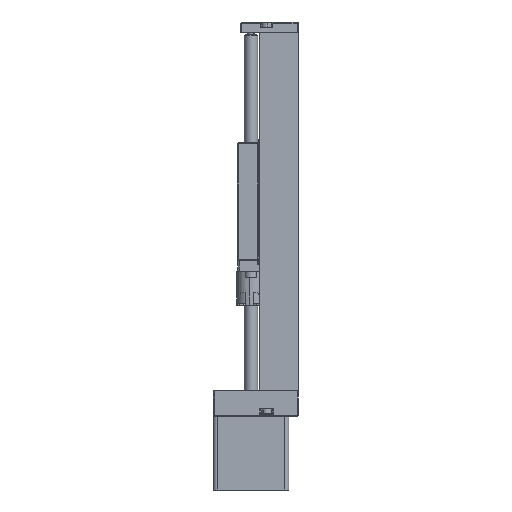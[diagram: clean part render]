
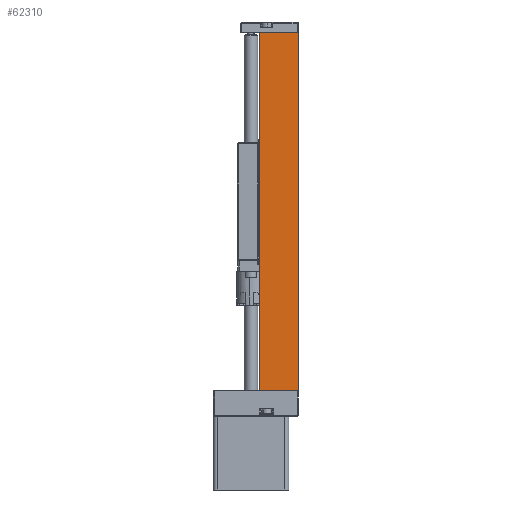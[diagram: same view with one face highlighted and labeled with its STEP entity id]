
A CAD part, left-side view. The second image highlights one B-rep face of the part: STEP entity #62310.
In plain terms, the highlighted planar face has unit normal (-1, 0, 0).
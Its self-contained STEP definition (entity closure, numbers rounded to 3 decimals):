
#1362 = VECTOR ( 'NONE', #29083, 1000. ) ;
#2242 = DIRECTION ( 'NONE',  ( 0., -1., 0. ) ) ;
#3011 = CARTESIAN_POINT ( 'NONE',  ( -21.755, 18.5, 167. ) ) ;
#8076 = AXIS2_PLACEMENT_3D ( 'NONE', #37549, #62960, #43311 ) ;
#13502 = CARTESIAN_POINT ( 'NONE',  ( -21.755, 18.5, 167. ) ) ;
#17088 = VERTEX_POINT ( 'NONE', #44140 ) ;
#18495 = VERTEX_POINT ( 'NONE', #28832 ) ;
#19376 = EDGE_CURVE ( 'NONE', #55490, #22881, #45005, .T. ) ;
#22881 = VERTEX_POINT ( 'NONE', #62405 ) ;
#26432 = VECTOR ( 'NONE', #56404, 1000. ) ;
#28330 = LINE ( 'NONE', #39829, #56807 ) ;
#28832 = CARTESIAN_POINT ( 'NONE',  ( -21.755, 0., 167. ) ) ;
#29083 = DIRECTION ( 'NONE',  ( 0., 0., -1. ) ) ;
#30201 = VECTOR ( 'NONE', #51586, 1000. ) ;
#32809 = PLANE ( 'NONE',  #8076 ) ;
#35033 = CARTESIAN_POINT ( 'NONE',  ( -21.755, 5., 0. ) ) ;
#36996 = EDGE_LOOP ( 'NONE', ( #62855, #40796, #44735, #61232 ) ) ;
#37549 = CARTESIAN_POINT ( 'NONE',  ( -21.755, 5., 167. ) ) ;
#39829 = CARTESIAN_POINT ( 'NONE',  ( -21.755, 0., 167. ) ) ;
#40796 = ORIENTED_EDGE ( 'NONE', *, *, #53639, .F. ) ;
#40992 = EDGE_CURVE ( 'NONE', #22881, #17088, #62096, .T. ) ;
#43311 = DIRECTION ( 'NONE',  ( 0., 1., 0. ) ) ;
#44140 = CARTESIAN_POINT ( 'NONE',  ( -21.755, 0., 0. ) ) ;
#44735 = ORIENTED_EDGE ( 'NONE', *, *, #62739, .F. ) ;
#45005 = LINE ( 'NONE', #13502, #26432 ) ;
#51586 = DIRECTION ( 'NONE',  ( 0., -1., 0. ) ) ;
#53639 = EDGE_CURVE ( 'NONE', #18495, #17088, #54818, .T. ) ;
#53794 = FACE_OUTER_BOUND ( 'NONE', #36996, .T. ) ;
#54818 = LINE ( 'NONE', #60564, #1362 ) ;
#55490 = VERTEX_POINT ( 'NONE', #3011 ) ;
#56404 = DIRECTION ( 'NONE',  ( 0., 0., -1. ) ) ;
#56807 = VECTOR ( 'NONE', #2242, 1000. ) ;
#60564 = CARTESIAN_POINT ( 'NONE',  ( -21.755, 0., 167. ) ) ;
#61232 = ORIENTED_EDGE ( 'NONE', *, *, #19376, .T. ) ;
#62096 = LINE ( 'NONE', #35033, #30201 ) ;
#62310 = ADVANCED_FACE ( 'NONE', ( #53794 ), #32809, .F. ) ;
#62405 = CARTESIAN_POINT ( 'NONE',  ( -21.755, 18.5, 0. ) ) ;
#62739 = EDGE_CURVE ( 'NONE', #55490, #18495, #28330, .T. ) ;
#62855 = ORIENTED_EDGE ( 'NONE', *, *, #40992, .T. ) ;
#62960 = DIRECTION ( 'NONE',  ( 1., 0., 0. ) ) ;
